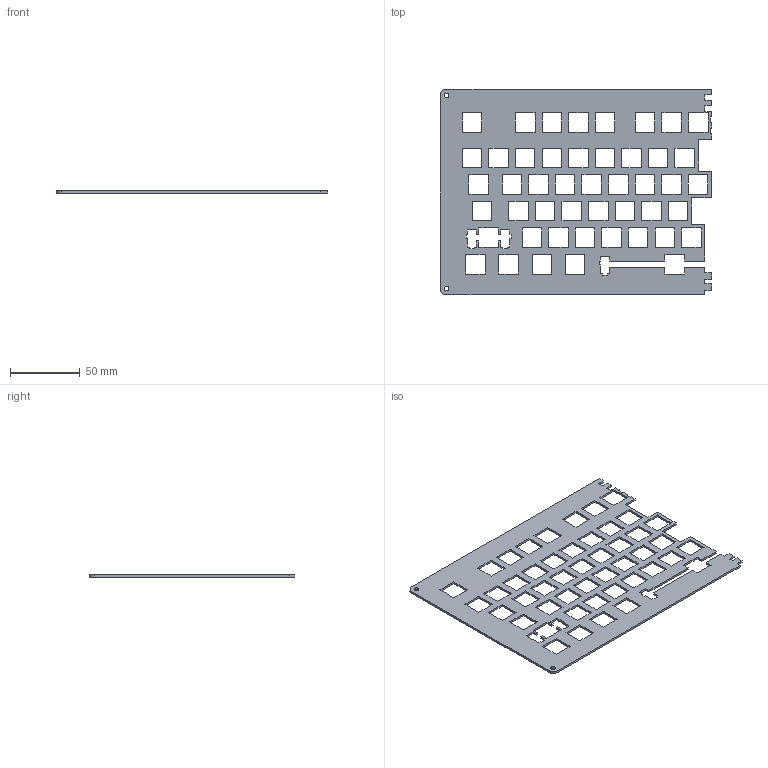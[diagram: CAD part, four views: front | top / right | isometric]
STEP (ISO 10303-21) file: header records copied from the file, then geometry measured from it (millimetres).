
FILE_DESCRIPTION(/* description */ ('','CAx-IF Rec.Pracs.---Representation and Presentation of Product Manufacturing Information (PMI)---4.0---2014-10-13'),/* implementation_level */ '2;1');
FILE_NAME(/* name */ 'MIDDLE1.step',/* time_stamp */ '2025-03-22T23:32:28+05:30',/* author */ (''),/* organization */ (''),/* preprocessor_version */ 'ST-DEVELOPER v20',/* originating_system */ 'Autodesk Translation Framework v13.20.0.188',/* authorisation */ '');
FILE_SCHEMA (('AP242_MANAGED_MODEL_BASED_3D_ENGINEERING_MIM_LF { 1 0 10303 442 1 1 4 }'));
Length unit declared in the file: millimetre
Products named in the file (1): plate1
Bounding box: 194.41 x 147.4 x 1.5 mm (x, y, z)
Volume: 27199.3 mm3; surface area: 41694.9 mm2
Topology: 1 solids, 1 shells, 282 faces, 840 edges, 560 vertices
Faces by surface type: plane 278, cylinder 4
Full cylindrical faces by diameter (mm): 3.4 x2
Entity records: 9504 total; most frequent: CARTESIAN_POINT 1683, ORIENTED_EDGE 1680, DIRECTION 1414, EDGE_CURVE 840, LINE 832, VECTOR 832, VERTEX_POINT 560, EDGE_LOOP 378
